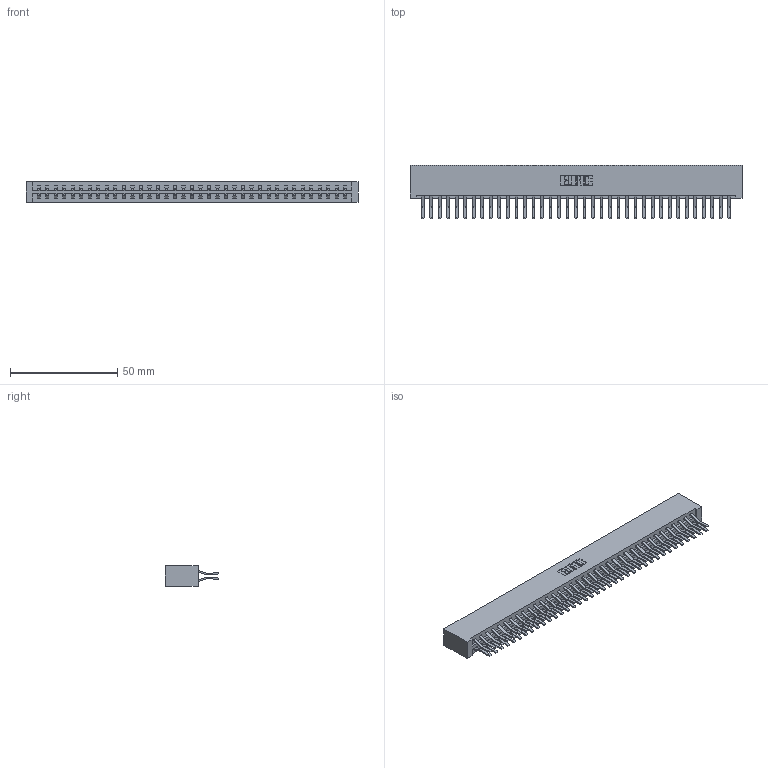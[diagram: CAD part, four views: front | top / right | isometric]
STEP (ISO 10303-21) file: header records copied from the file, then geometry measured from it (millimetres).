
FILE_DESCRIPTION (( 'STEP AP203' ), '1' );
FILE_NAME ('387-074-560-201.STEP', '2018-09-22T20:45:41', ( '' ), ( '' ), 'SwSTEP 2.0', 'SolidWorks 2016', '' );
FILE_SCHEMA (( 'CONFIG_CONTROL_DESIGN' ));
Length unit declared in the file: inch
Products named in the file (3): 337 Part_No Mounting Lugs; 345-292-001_560 Tail; 387-074-560-201
Assembly tree (75 placements, depth 2):
  387-074-560-201
    337 Part_No Mounting Lugs
    345-292-001_560 Tail  x74
Bounding box: 154.48 x 24.78 x 9.4 mm (x, y, z)
Volume: 17459.8 mm3; surface area: 21149.7 mm2
Topology: 75 solids, 75 shells, 4250 faces, 12645 edges, 8330 vertices
Faces by surface type: plane 2878, cylinder 1372
Entity records: 29145 total; most frequent: CARTESIAN_POINT 4914, ORIENTED_EDGE 4850, DIRECTION 4185, EDGE_CURVE 2425, VECTOR 2301, LINE 2301, VERTEX_POINT 1614, AXIS2_PLACEMENT_3D 942
